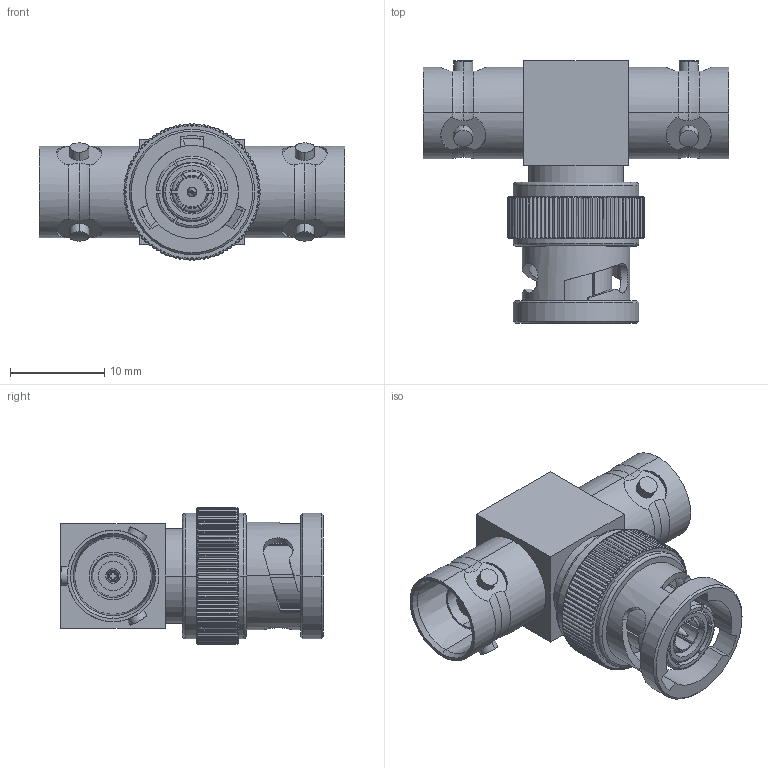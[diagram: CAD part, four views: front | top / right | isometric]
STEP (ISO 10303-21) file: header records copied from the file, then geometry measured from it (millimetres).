
FILE_DESCRIPTION (( 'STEP AP214' ), '1' );
FILE_NAME ('LCAD10-06905_3D.step', '2023-08-09T19:39:42', ( '' ), ( '' ), 'SwSTEP 2.0', 'SolidWorks 2022', '' );
FILE_SCHEMA (( 'AUTOMOTIVE_DESIGN' ));
Length unit declared in the file: inch
Products named in the file (4): Copy of 10-06905-MA3^LCAD10-06905; Copy of 10-06905-MA1^LCAD10-06905; Copy of 10-06905-MA2^LCAD10-06905; LCAD10-06905_3D
Assembly tree (3 placements, depth 2):
  LCAD10-06905_3D
    Copy of 10-06905-MA1^LCAD10-06905
    Copy of 10-06905-MA2^LCAD10-06905
    Copy of 10-06905-MA3^LCAD10-06905
Bounding box: 32.5 x 27.9 x 14.49 mm (x, y, z)
Volume: 3806 mm3; surface area: 4558.3 mm2
Topology: 3 solids, 3 shells, 819 faces, 2309 edges, 1520 vertices
Faces by surface type: cylinder 413, torus 210, plane 113, cone 68, bspline 15
Entity records: 34325 total; most frequent: CARTESIAN_POINT 9641, ORIENTED_EDGE 4614, DIRECTION 4316, EDGE_CURVE 2307, AXIS2_PLACEMENT_3D 1852, VERTEX_POINT 1520, CIRCLE 1042, EDGE_LOOP 851
